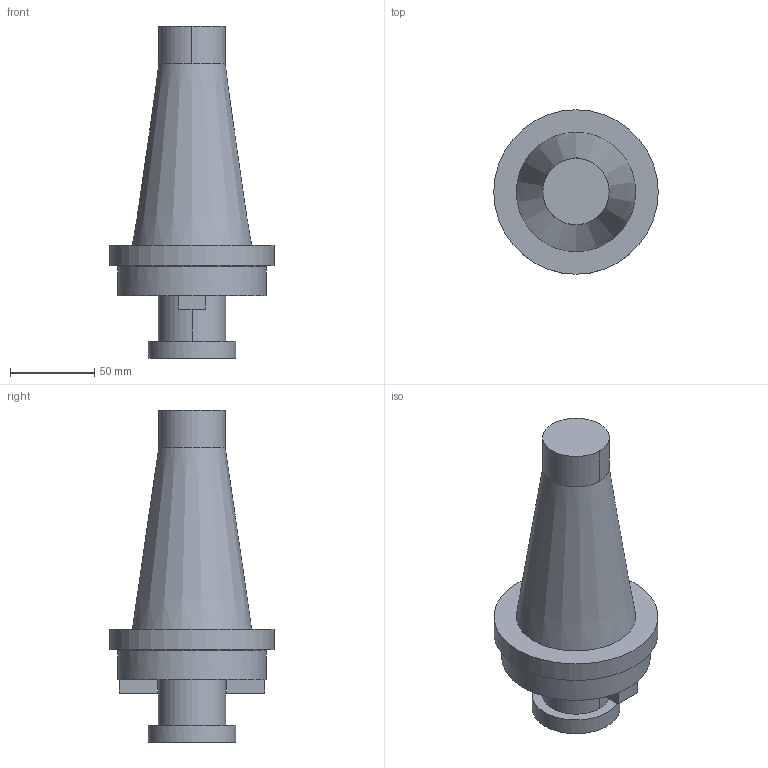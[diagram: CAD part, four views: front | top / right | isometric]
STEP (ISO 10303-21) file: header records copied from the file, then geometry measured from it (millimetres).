
FILE_DESCRIPTION(/* description */ (''),/* implementation_level */ '2;1');
FILE_NAME(/* name */ '2080.50-FMH1.40.033.stp',/* time_stamp */ '2024-06-23T16:51:13+02:00',/* author */ (''),/* organization */ (''),/* preprocessor_version */ 'ST-DEVELOPER v16.7',/* originating_system */ 'SIEMENS PLM Software NX 12.0',/* authorisation */ '');
FILE_SCHEMA (('AUTOMOTIVE_DESIGN { 1 0 10303 214 3 1 1 1 }'));
Length unit declared in the file: millimetre
Products named in the file (1): pf660F5CA0AEj86x
Bounding box: 97.5 x 97.5 x 196.8 mm (x, y, z)
Volume: 549476.4 mm3; surface area: 50297.9 mm2
Topology: 1 solids, 1 shells, 25 faces, 58 edges, 41 vertices
Faces by surface type: plane 16, cylinder 7, torus 1, cone 1
Full cylindrical faces by diameter (mm): 52 x1, 88 x1, 97.5 x1
Entity records: 745 total; most frequent: DIRECTION 126, CARTESIAN_POINT 119, ORIENTED_EDGE 102, EDGE_CURVE 51, AXIS2_PLACEMENT_3D 46, VERTEX_POINT 39, EDGE_LOOP 36, LINE 34
